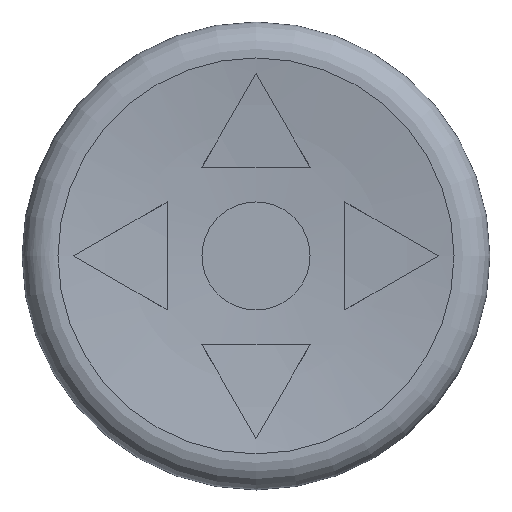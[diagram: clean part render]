
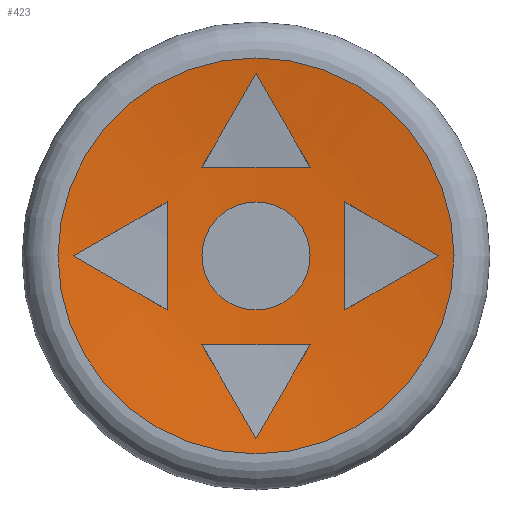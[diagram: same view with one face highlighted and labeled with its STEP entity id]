
A CAD part, top view. The second image highlights one B-rep face of the part: STEP entity #423.
In plain terms, the highlighted spherical face has radius 41.5 mm.
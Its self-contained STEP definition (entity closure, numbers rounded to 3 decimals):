
#21=SPHERICAL_SURFACE('',#500,41.5);
#94=FACE_BOUND('',#159,.T.);
#95=FACE_BOUND('',#160,.T.);
#96=FACE_BOUND('',#161,.T.);
#97=FACE_BOUND('',#162,.T.);
#98=FACE_BOUND('',#163,.T.);
#126=FACE_OUTER_BOUND('',#158,.T.);
#158=EDGE_LOOP('',(#380));
#159=EDGE_LOOP('',(#381,#382,#383));
#160=EDGE_LOOP('',(#384,#385,#386));
#161=EDGE_LOOP('',(#387,#388,#389));
#162=EDGE_LOOP('',(#390,#391,#392));
#163=EDGE_LOOP('',(#393));
#170=CIRCLE('',#453,1.732);
#172=CIRCLE('',#457,41.397);
#174=CIRCLE('',#460,41.397);
#176=CIRCLE('',#463,41.402);
#178=CIRCLE('',#467,41.397);
#180=CIRCLE('',#470,41.397);
#182=CIRCLE('',#473,41.402);
#184=CIRCLE('',#477,41.397);
#186=CIRCLE('',#480,41.397);
#188=CIRCLE('',#483,41.402);
#190=CIRCLE('',#487,41.397);
#192=CIRCLE('',#490,41.397);
#194=CIRCLE('',#493,41.402);
#195=CIRCLE('',#501,6.347);
#204=VERTEX_POINT('',#666);
#207=VERTEX_POINT('',#673);
#208=VERTEX_POINT('',#675);
#210=VERTEX_POINT('',#681);
#213=VERTEX_POINT('',#692);
#214=VERTEX_POINT('',#694);
#216=VERTEX_POINT('',#700);
#219=VERTEX_POINT('',#711);
#220=VERTEX_POINT('',#713);
#222=VERTEX_POINT('',#719);
#225=VERTEX_POINT('',#730);
#226=VERTEX_POINT('',#732);
#228=VERTEX_POINT('',#738);
#233=VERTEX_POINT('',#763);
#242=EDGE_CURVE('',#204,#204,#170,.T.);
#245=EDGE_CURVE('',#208,#207,#172,.T.);
#248=EDGE_CURVE('',#210,#208,#174,.T.);
#251=EDGE_CURVE('',#207,#210,#176,.T.);
#254=EDGE_CURVE('',#214,#213,#178,.T.);
#257=EDGE_CURVE('',#216,#214,#180,.T.);
#260=EDGE_CURVE('',#213,#216,#182,.T.);
#263=EDGE_CURVE('',#220,#219,#184,.T.);
#266=EDGE_CURVE('',#222,#220,#186,.T.);
#269=EDGE_CURVE('',#219,#222,#188,.T.);
#272=EDGE_CURVE('',#226,#225,#190,.T.);
#275=EDGE_CURVE('',#228,#226,#192,.T.);
#278=EDGE_CURVE('',#225,#228,#194,.T.);
#287=EDGE_CURVE('',#233,#233,#195,.T.);
#380=ORIENTED_EDGE('',*,*,#242,.T.);
#381=ORIENTED_EDGE('',*,*,#245,.T.);
#382=ORIENTED_EDGE('',*,*,#251,.T.);
#383=ORIENTED_EDGE('',*,*,#248,.T.);
#384=ORIENTED_EDGE('',*,*,#254,.T.);
#385=ORIENTED_EDGE('',*,*,#260,.T.);
#386=ORIENTED_EDGE('',*,*,#257,.T.);
#387=ORIENTED_EDGE('',*,*,#263,.T.);
#388=ORIENTED_EDGE('',*,*,#269,.T.);
#389=ORIENTED_EDGE('',*,*,#266,.T.);
#390=ORIENTED_EDGE('',*,*,#278,.T.);
#391=ORIENTED_EDGE('',*,*,#275,.T.);
#392=ORIENTED_EDGE('',*,*,#272,.T.);
#393=ORIENTED_EDGE('',*,*,#287,.F.);
#423=ADVANCED_FACE('',(#126,#94,#95,#96,#97,#98),#21,.F.);
#453=AXIS2_PLACEMENT_3D('',#667,#525,#526);
#457=AXIS2_PLACEMENT_3D('',#676,#534,#535);
#460=AXIS2_PLACEMENT_3D('',#682,#541,#542);
#463=AXIS2_PLACEMENT_3D('',#686,#548,#549);
#467=AXIS2_PLACEMENT_3D('',#695,#557,#558);
#470=AXIS2_PLACEMENT_3D('',#701,#564,#565);
#473=AXIS2_PLACEMENT_3D('',#705,#571,#572);
#477=AXIS2_PLACEMENT_3D('',#714,#580,#581);
#480=AXIS2_PLACEMENT_3D('',#720,#587,#588);
#483=AXIS2_PLACEMENT_3D('',#724,#594,#595);
#487=AXIS2_PLACEMENT_3D('',#733,#603,#604);
#490=AXIS2_PLACEMENT_3D('',#739,#610,#611);
#493=AXIS2_PLACEMENT_3D('',#743,#617,#618);
#500=AXIS2_PLACEMENT_3D('',#762,#639,#640);
#501=AXIS2_PLACEMENT_3D('',#764,#641,#642);
#525=DIRECTION('center_axis',(0.,0.,-1.));
#526=DIRECTION('ref_axis',(-1.,0.,0.));
#534=DIRECTION('center_axis',(-0.5,0.866,0.));
#535=DIRECTION('ref_axis',(0.,0.,1.));
#541=DIRECTION('center_axis',(-0.5,-0.866,0.));
#542=DIRECTION('ref_axis',(0.,0.,-1.));
#548=DIRECTION('center_axis',(1.,0.,0.));
#549=DIRECTION('ref_axis',(0.,0.,-1.));
#557=DIRECTION('center_axis',(0.866,0.5,0.));
#558=DIRECTION('ref_axis',(0.,0.,-1.));
#564=DIRECTION('center_axis',(-0.866,0.5,0.));
#565=DIRECTION('ref_axis',(0.,0.,1.));
#571=DIRECTION('center_axis',(0.,-1.,0.));
#572=DIRECTION('ref_axis',(0.,0.,-1.));
#580=DIRECTION('center_axis',(0.5,-0.866,0.));
#581=DIRECTION('ref_axis',(0.,0.,-1.));
#587=DIRECTION('center_axis',(0.5,0.866,0.));
#588=DIRECTION('ref_axis',(0.,0.,1.));
#594=DIRECTION('center_axis',(-1.,0.,0.));
#595=DIRECTION('ref_axis',(0.,0.,1.));
#603=DIRECTION('center_axis',(-0.866,-0.5,0.));
#604=DIRECTION('ref_axis',(0.,0.,1.));
#610=DIRECTION('center_axis',(0.866,-0.5,0.));
#611=DIRECTION('ref_axis',(0.,0.,-1.));
#617=DIRECTION('center_axis',(0.,1.,0.));
#618=DIRECTION('ref_axis',(0.,0.,1.));
#639=DIRECTION('center_axis',(0.,0.,1.));
#640=DIRECTION('ref_axis',(1.,0.,0.));
#641=DIRECTION('center_axis',(0.,0.,-1.));
#642=DIRECTION('ref_axis',(1.,0.,0.));
#666=CARTESIAN_POINT('',(1.732,0.,2.536));
#667=CARTESIAN_POINT('Origin',(0.,0.,2.536));
#673=CARTESIAN_POINT('',(2.847,-1.732,2.634));
#675=CARTESIAN_POINT('',(5.847,0.,2.914));
#676=CARTESIAN_POINT('Origin',(1.462,-2.532,44.));
#681=CARTESIAN_POINT('',(2.847,1.732,2.634));
#682=CARTESIAN_POINT('Origin',(1.462,2.532,44.));
#686=CARTESIAN_POINT('Origin',(2.847,0.,44.));
#692=CARTESIAN_POINT('',(-1.732,-2.847,2.634));
#694=CARTESIAN_POINT('',(0.,-5.847,2.914));
#695=CARTESIAN_POINT('Origin',(-2.532,-1.462,44.));
#700=CARTESIAN_POINT('',(1.732,-2.847,2.634));
#701=CARTESIAN_POINT('Origin',(2.532,-1.462,44.));
#705=CARTESIAN_POINT('Origin',(0.,-2.847,
44.));
#711=CARTESIAN_POINT('',(-2.847,1.732,2.634));
#713=CARTESIAN_POINT('',(-5.847,0.,2.914));
#714=CARTESIAN_POINT('Origin',(-1.462,2.532,44.));
#719=CARTESIAN_POINT('',(-2.847,-1.732,2.634));
#720=CARTESIAN_POINT('Origin',(-1.462,-2.532,44.));
#724=CARTESIAN_POINT('Origin',(-2.847,0.,44.));
#730=CARTESIAN_POINT('',(1.732,2.847,2.634));
#732=CARTESIAN_POINT('',(0.,5.847,2.914));
#733=CARTESIAN_POINT('Origin',(2.532,1.462,44.));
#738=CARTESIAN_POINT('',(-1.732,2.847,2.634));
#739=CARTESIAN_POINT('Origin',(-2.532,1.462,44.));
#743=CARTESIAN_POINT('Origin',(0.,2.847,44.));
#762=CARTESIAN_POINT('Origin',(0.,0.,44.));
#763=CARTESIAN_POINT('',(-6.347,0.,2.988));
#764=CARTESIAN_POINT('Origin',(0.,0.,2.988));
